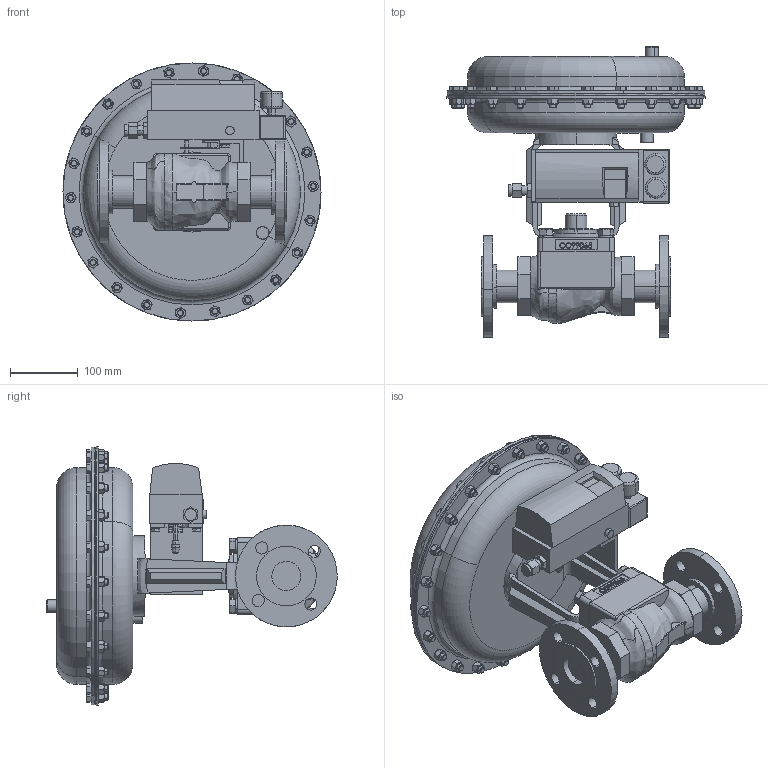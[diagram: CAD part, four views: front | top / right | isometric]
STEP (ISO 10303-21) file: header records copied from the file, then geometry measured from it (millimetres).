
FILE_DESCRIPTION (( 'STEP AP203' ), '1' );
FILE_NAME ('78SP-150-BR+CS+S6-F6-85M-16IQ.step', '2017-09-25T17:11:18', ( '' ), ( '' ), 'SwSTEP 2.0', 'SolidWorks 2014', '' );
FILE_SCHEMA (( 'CONFIG_CONTROL_DESIGN' ));
Products named in the file (1): 78SP-150-BR+CS+S6-F6-85M-16IQ
Bounding box: 381 x 428.72 x 381 mm (x, y, z)
Volume: 13151130.1 mm3; surface area: 733756.6 mm2
Topology: 3 solids, 3 shells, 1564 faces, 3733 edges, 2295 vertices
Faces by surface type: plane 686, cone 488, cylinder 260, bspline 106, torus 22, sphere 2
Entity records: 60101 total; most frequent: CARTESIAN_POINT 25793, ORIENTED_EDGE 7458, DIRECTION 6416, EDGE_CURVE 3729, AXIS2_PLACEMENT_3D 2448, VERTEX_POINT 2295, EDGE_LOOP 1768, FACE_OUTER_BOUND 1564
